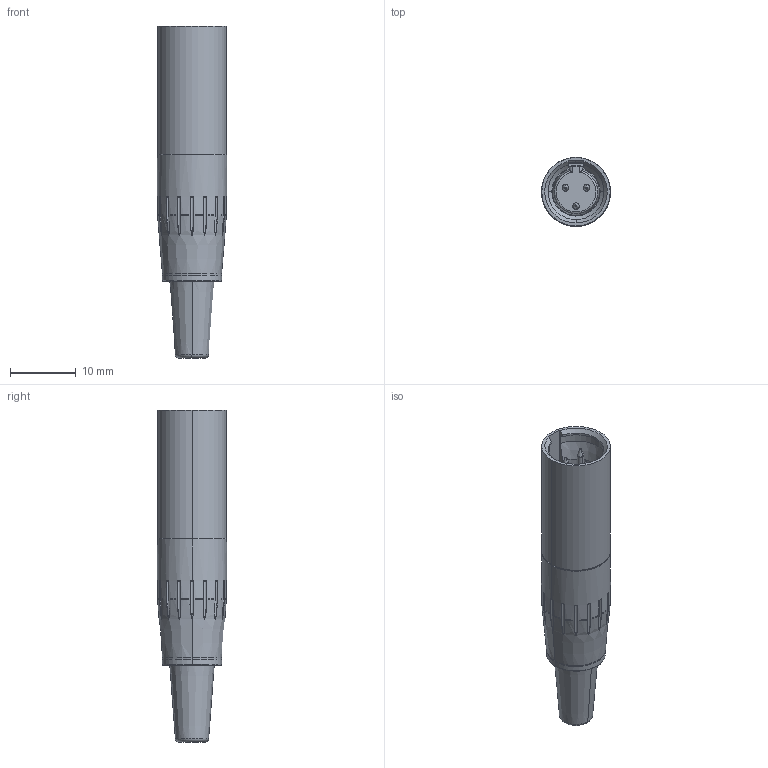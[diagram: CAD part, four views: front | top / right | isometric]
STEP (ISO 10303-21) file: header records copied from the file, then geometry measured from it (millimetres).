
FILE_DESCRIPTION (( 'STEP AP203' ), '1' );
FILE_NAME ('IO-TXLR3-M.stp', '2024-03-20T16:24:26', ( '' ), ( '' ), 'SwSTEP 2.0', 'SolidWorks 2018', '' );
FILE_SCHEMA (( 'CONFIG_CONTROL_DESIGN' ));
Length unit declared in the file: millimetre
Products named in the file (1): IO-TXLR3-M
Bounding box: 10.5 x 10.5 x 50.5 mm (x, y, z)
Volume: 1673.6 mm3; surface area: 3954.6 mm2
Topology: 8 solids, 8 shells, 896 faces, 2370 edges, 1486 vertices
Faces by surface type: plane 389, cylinder 251, bspline 106, torus 83, cone 67
Entity records: 43969 total; most frequent: CARTESIAN_POINT 22574, ORIENTED_EDGE 4694, DIRECTION 4203, EDGE_CURVE 2347, AXIS2_PLACEMENT_3D 1554, VERTEX_POINT 1486, VECTOR 1095, LINE 1095
